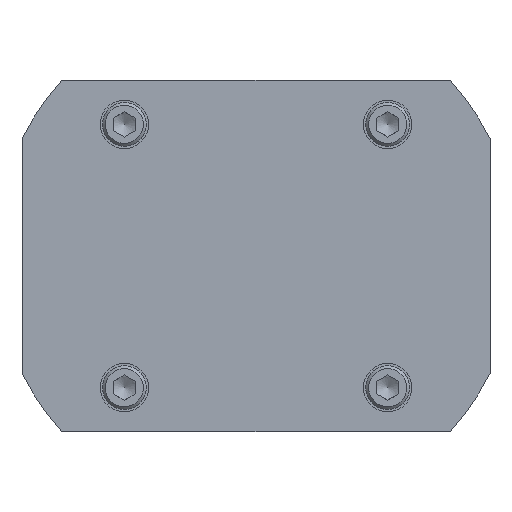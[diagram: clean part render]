
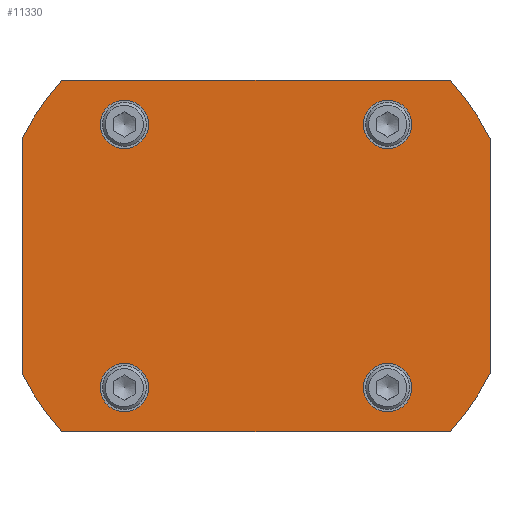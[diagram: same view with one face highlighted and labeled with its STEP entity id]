
A CAD part, front view. The second image highlights one B-rep face of the part: STEP entity #11330.
In plain terms, the highlighted planar face has unit normal (0, -1, 0).
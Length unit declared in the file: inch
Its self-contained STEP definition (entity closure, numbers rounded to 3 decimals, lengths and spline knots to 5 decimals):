
#10746=CARTESIAN_POINT('',(2.0,0.0,1.00431));
#10747=VERTEX_POINT('',#10746);
#10754=CARTESIAN_POINT('',(2.0,0.0,-1.00431));
#10755=VERTEX_POINT('',#10754);
#10756=CARTESIAN_POINT('',(2.0,0.0,-1.00431));
#10757=DIRECTION('',(0.0,0.0,1.0));
#10758=VECTOR('',#10757,2.00863);
#10759=LINE('',#10756,#10758);
#10760=EDGE_CURVE('',#10755,#10747,#10759,.T.);
#10829=CARTESIAN_POINT('',(-2.0,0.0,-1.00431));
#10830=VERTEX_POINT('',#10829);
#10837=CARTESIAN_POINT('',(-2.0,0.0,1.00431));
#10838=VERTEX_POINT('',#10837);
#10839=CARTESIAN_POINT('',(-2.0,0.0,1.00431));
#10840=DIRECTION('',(0.0,0.0,-1.0));
#10841=VECTOR('',#10840,2.00863);
#10842=LINE('',#10839,#10841);
#10843=EDGE_CURVE('',#10838,#10830,#10842,.T.);
#10912=CARTESIAN_POINT('',(-1.125,0.0,0.9175));
#10913=VERTEX_POINT('',#10912);
#10914=CARTESIAN_POINT('',(-1.125,0.0,1.125));
#10915=DIRECTION('',(0.0,1.0,0.0));
#10916=DIRECTION('',(0.0,0.0,-1.0));
#10917=AXIS2_PLACEMENT_3D('',#10914,#10915,#10916);
#10918=CIRCLE('',#10917,0.2075);
#10919=EDGE_CURVE('',#10913,#10913,#10918,.T.);
#10981=CARTESIAN_POINT('',(-0.9175,0.0,-1.125));
#10982=VERTEX_POINT('',#10981);
#10983=CARTESIAN_POINT('',(-1.125,0.0,-1.125));
#10984=DIRECTION('',(0.0,1.0,0.0));
#10985=DIRECTION('',(1.0,0.0,0.0));
#10986=AXIS2_PLACEMENT_3D('',#10983,#10984,#10985);
#10987=CIRCLE('',#10986,0.2075);
#10988=EDGE_CURVE('',#10982,#10982,#10987,.T.);
#11050=CARTESIAN_POINT('',(1.125,0.0,-0.9175));
#11051=VERTEX_POINT('',#11050);
#11052=CARTESIAN_POINT('',(1.125,0.0,-1.125));
#11053=DIRECTION('',(0.0,1.0,0.0));
#11054=DIRECTION('',(0.0,0.0,1.0));
#11055=AXIS2_PLACEMENT_3D('',#11052,#11053,#11054);
#11056=CIRCLE('',#11055,0.2075);
#11057=EDGE_CURVE('',#11051,#11051,#11056,.T.);
#11111=CARTESIAN_POINT('',(0.9175,0.0,1.125));
#11112=VERTEX_POINT('',#11111);
#11113=CARTESIAN_POINT('',(1.125,0.0,1.125));
#11114=DIRECTION('',(0.0,1.0,0.0));
#11115=DIRECTION('',(-1.0,0.0,0.0));
#11116=AXIS2_PLACEMENT_3D('',#11113,#11114,#11115);
#11117=CIRCLE('',#11116,0.2075);
#11118=EDGE_CURVE('',#11112,#11112,#11117,.T.);
#11140=CARTESIAN_POINT('',(1.66092,0.0,1.5));
#11141=VERTEX_POINT('',#11140);
#11148=CARTESIAN_POINT('',(0.0,0.0,0.0));
#11149=DIRECTION('',(0.0,-1.0,0.0));
#11150=DIRECTION('',(-0.742,0.0,-0.67));
#11151=AXIS2_PLACEMENT_3D('',#11148,#11149,#11150);
#11152=CIRCLE('',#11151,2.238);
#11153=EDGE_CURVE('',#10747,#11141,#11152,.T.);
#11179=CARTESIAN_POINT('',(-1.66092,0.0,1.5));
#11180=VERTEX_POINT('',#11179);
#11187=CARTESIAN_POINT('',(1.66092,0.0,1.5));
#11188=DIRECTION('',(-1.0,0.0,0.0));
#11189=VECTOR('',#11188,3.32183);
#11190=LINE('',#11187,#11189);
#11191=EDGE_CURVE('',#11141,#11180,#11190,.T.);
#11204=CARTESIAN_POINT('',(0.0,0.0,0.0));
#11205=DIRECTION('',(0.0,-1.,0.0));
#11206=DIRECTION('',(0.894,0.0,-0.449));
#11207=AXIS2_PLACEMENT_3D('',#11204,#11205,#11206);
#11208=CIRCLE('',#11207,2.238);
#11209=EDGE_CURVE('',#11180,#10838,#11208,.T.);
#11221=CARTESIAN_POINT('',(-1.66092,0.0,-1.5));
#11222=VERTEX_POINT('',#11221);
#11229=CARTESIAN_POINT('',(0.0,0.0,0.0));
#11230=DIRECTION('',(0.0,-1.0,0.0));
#11231=DIRECTION('',(0.742,0.0,0.67));
#11232=AXIS2_PLACEMENT_3D('',#11229,#11230,#11231);
#11233=CIRCLE('',#11232,2.238);
#11234=EDGE_CURVE('',#10830,#11222,#11233,.T.);
#11255=CARTESIAN_POINT('',(1.66092,0.0,-1.5));
#11256=VERTEX_POINT('',#11255);
#11263=CARTESIAN_POINT('',(-1.66092,0.0,-1.5));
#11264=DIRECTION('',(1.0,0.0,0.0));
#11265=VECTOR('',#11264,3.32183);
#11266=LINE('',#11263,#11265);
#11267=EDGE_CURVE('',#11222,#11256,#11266,.T.);
#11280=CARTESIAN_POINT('',(0.0,0.0,0.0));
#11281=DIRECTION('',(0.0,-1.,0.0));
#11282=DIRECTION('',(-0.894,0.0,0.449));
#11283=AXIS2_PLACEMENT_3D('',#11280,#11281,#11282);
#11284=CIRCLE('',#11283,2.238);
#11285=EDGE_CURVE('',#11256,#10755,#11284,.T.);
#11303=CARTESIAN_POINT('',(0.,0.0,0.));
#11304=DIRECTION('',(0.0,1.0,0.0));
#11305=DIRECTION('',(0.0,0.0,-1.0));
#11306=AXIS2_PLACEMENT_3D('',#11303,#11304,#11305);
#11307=PLANE('',#11306);
#11308=ORIENTED_EDGE('',*,*,#10760,.T.);
#11309=ORIENTED_EDGE('',*,*,#11153,.T.);
#11310=ORIENTED_EDGE('',*,*,#11191,.T.);
#11311=ORIENTED_EDGE('',*,*,#11209,.T.);
#11312=ORIENTED_EDGE('',*,*,#10843,.T.);
#11313=ORIENTED_EDGE('',*,*,#11234,.T.);
#11314=ORIENTED_EDGE('',*,*,#11267,.T.);
#11315=ORIENTED_EDGE('',*,*,#11285,.T.);
#11316=EDGE_LOOP('',(#11308,#11309,#11310,#11311,#11312,#11313,#11314,#11315));
#11317=FACE_OUTER_BOUND('',#11316,.T.);
#11318=ORIENTED_EDGE('',*,*,#10919,.T.);
#11319=EDGE_LOOP('',(#11318));
#11320=FACE_BOUND('',#11319,.T.);
#11321=ORIENTED_EDGE('',*,*,#10988,.T.);
#11322=EDGE_LOOP('',(#11321));
#11323=FACE_BOUND('',#11322,.T.);
#11324=ORIENTED_EDGE('',*,*,#11057,.T.);
#11325=EDGE_LOOP('',(#11324));
#11326=FACE_BOUND('',#11325,.T.);
#11327=ORIENTED_EDGE('',*,*,#11118,.T.);
#11328=EDGE_LOOP('',(#11327));
#11329=FACE_BOUND('',#11328,.T.);
#11330=ADVANCED_FACE('',(#11317,#11320,#11323,#11326,#11329),#11307,.F.);
